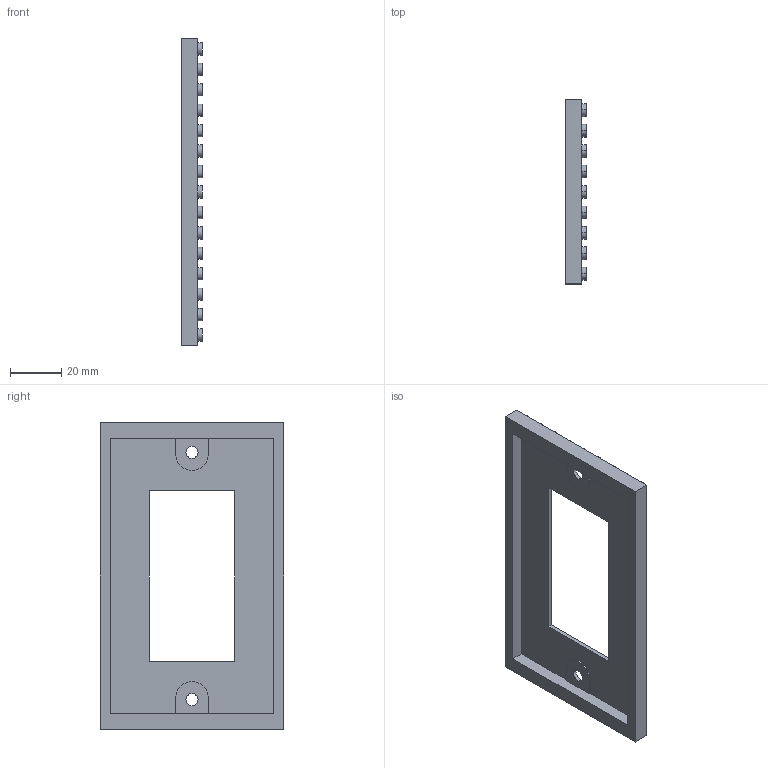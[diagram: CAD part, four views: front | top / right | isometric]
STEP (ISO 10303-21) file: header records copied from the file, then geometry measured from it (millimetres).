
FILE_DESCRIPTION (( 'STEP AP214' ), '1' );
FILE_NAME ('Lego Wall Plate .STEP', '2025-12-01T07:30:51', ( '' ), ( '' ), 'SwSTEP 2.0', 'SolidWorks 2025', '' );
FILE_SCHEMA (( 'AUTOMOTIVE_DESIGN' ));
Length unit declared in the file: millimetre
Products named in the file (1): Lego Wall Plate 
Bounding box: 8.15 x 72 x 120 mm (x, y, z)
Volume: 21573 mm3; surface area: 19603.5 mm2
Topology: 1 solids, 1 shells, 292 faces, 603 edges, 402 vertices
Faces by surface type: cylinder 179, plane 109, cone 4
Entity records: 7948 total; most frequent: DIRECTION 1555, CARTESIAN_POINT 1298, ORIENTED_EDGE 1206, AXIS2_PLACEMENT_3D 659, EDGE_CURVE 603, VERTEX_POINT 402, EDGE_LOOP 387, CIRCLE 366
